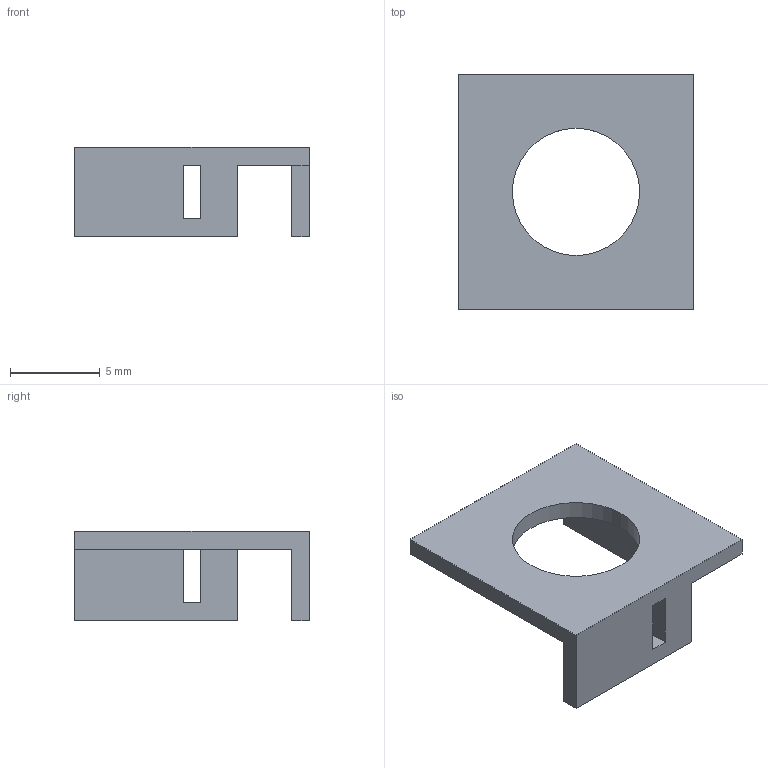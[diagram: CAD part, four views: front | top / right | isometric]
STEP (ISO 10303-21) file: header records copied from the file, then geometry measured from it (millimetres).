
FILE_DESCRIPTION(('FreeCAD Model'),'2;1');
FILE_NAME('motor_cap.step','2018-02-25T13:14:55',('Author'),(''), 'Open CASCADE STEP processor 6.8','FreeCAD','Unknown');
FILE_SCHEMA(('AUTOMOTIVE_DESIGN_CC2 { 1 2 10303 214 -1 1 5 4 }'));
Length unit declared in the file: millimetre
Products named in the file (1): Pocket006
Bounding box: 13.1 x 13.1 x 5 mm (x, y, z)
Volume: 198.8 mm3; surface area: 504.3 mm2
Topology: 1 solids, 1 shells, 24 faces, 64 edges, 41 vertices
Faces by surface type: plane 23, cylinder 1
Full cylindrical faces by diameter (mm): 7.1 x1
Entity records: 1599 total; most frequent: CARTESIAN_POINT 264, DIRECTION 244, LINE 185, VECTOR 185, ORIENTED_EDGE 128, PCURVE 128, DEFINITIONAL_REPRESENTATION 128, EDGE_CURVE 64
